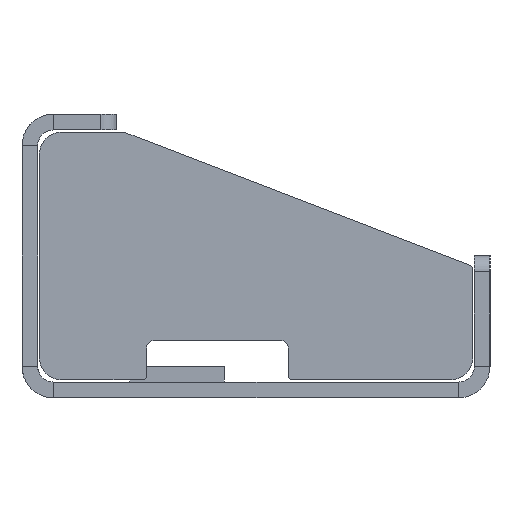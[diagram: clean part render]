
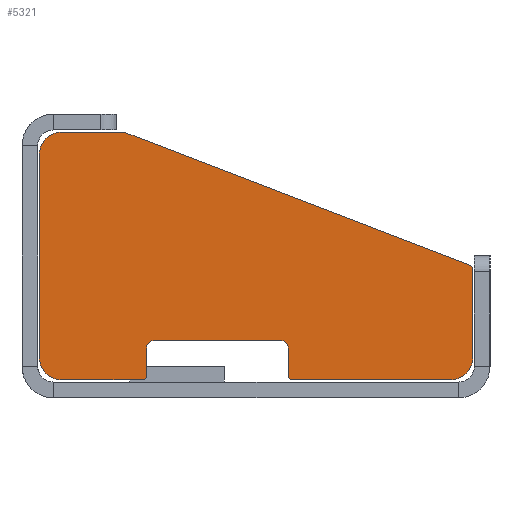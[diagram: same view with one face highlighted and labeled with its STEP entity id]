
A CAD part, left-side view. The second image highlights one B-rep face of the part: STEP entity #5321.
In plain terms, the highlighted face is planar.
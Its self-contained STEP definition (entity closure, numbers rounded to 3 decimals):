
#580=FACE_OUTER_BOUND('',#910,.T.);
#910=EDGE_LOOP('',(#4872,#4873,#4874,#4875,#4876,#4877,#4878,#4879,#4880,
#4881,#4882,#4883,#4884,#4885,#4886,#4887,#4888,#4889));
#1376=LINE('',#11448,#1872);
#1380=LINE('',#11460,#1876);
#1384=LINE('',#11472,#1880);
#1388=LINE('',#11484,#1884);
#1392=LINE('',#11496,#1888);
#1396=LINE('',#11508,#1892);
#1400=LINE('',#11520,#1896);
#1404=LINE('',#11532,#1900);
#1407=LINE('',#11541,#1903);
#1872=VECTOR('',#7285,10.);
#1876=VECTOR('',#7297,10.);
#1880=VECTOR('',#7309,10.);
#1884=VECTOR('',#7321,10.);
#1888=VECTOR('',#7333,10.);
#1892=VECTOR('',#7345,10.);
#1896=VECTOR('',#7357,10.);
#1900=VECTOR('',#7369,10.);
#1903=VECTOR('',#7380,10.);
#2117=CIRCLE('',#5860,2.);
#2119=CIRCLE('',#5864,2.);
#2121=CIRCLE('',#5868,14.);
#2123=CIRCLE('',#5872,14.);
#2125=CIRCLE('',#5876,2.);
#2127=CIRCLE('',#5880,5.);
#2129=CIRCLE('',#5884,5.);
#2131=CIRCLE('',#5888,2.);
#2133=CIRCLE('',#5892,14.);
#2588=VERTEX_POINT('',#11438);
#2589=VERTEX_POINT('',#11440);
#2591=VERTEX_POINT('',#11446);
#2593=VERTEX_POINT('',#11452);
#2595=VERTEX_POINT('',#11458);
#2597=VERTEX_POINT('',#11464);
#2599=VERTEX_POINT('',#11470);
#2601=VERTEX_POINT('',#11476);
#2603=VERTEX_POINT('',#11482);
#2605=VERTEX_POINT('',#11488);
#2607=VERTEX_POINT('',#11494);
#2609=VERTEX_POINT('',#11500);
#2611=VERTEX_POINT('',#11506);
#2613=VERTEX_POINT('',#11512);
#2615=VERTEX_POINT('',#11518);
#2617=VERTEX_POINT('',#11524);
#2619=VERTEX_POINT('',#11530);
#2621=VERTEX_POINT('',#11536);
#3332=EDGE_CURVE('',#2588,#2589,#2117,.T.);
#3336=EDGE_CURVE('',#2591,#2588,#1376,.T.);
#3339=EDGE_CURVE('',#2593,#2591,#2119,.T.);
#3342=EDGE_CURVE('',#2595,#2593,#1380,.T.);
#3345=EDGE_CURVE('',#2597,#2595,#2121,.T.);
#3348=EDGE_CURVE('',#2599,#2597,#1384,.T.);
#3351=EDGE_CURVE('',#2601,#2599,#2123,.T.);
#3354=EDGE_CURVE('',#2603,#2601,#1388,.T.);
#3357=EDGE_CURVE('',#2605,#2603,#2125,.T.);
#3360=EDGE_CURVE('',#2607,#2605,#1392,.T.);
#3363=EDGE_CURVE('',#2609,#2607,#2127,.T.);
#3366=EDGE_CURVE('',#2611,#2609,#1396,.T.);
#3369=EDGE_CURVE('',#2613,#2611,#2129,.T.);
#3372=EDGE_CURVE('',#2615,#2613,#1400,.T.);
#3375=EDGE_CURVE('',#2617,#2615,#2131,.T.);
#3378=EDGE_CURVE('',#2619,#2617,#1404,.T.);
#3381=EDGE_CURVE('',#2621,#2619,#2133,.T.);
#3383=EDGE_CURVE('',#2589,#2621,#1407,.T.);
#4872=ORIENTED_EDGE('',*,*,#3383,.F.);
#4873=ORIENTED_EDGE('',*,*,#3332,.F.);
#4874=ORIENTED_EDGE('',*,*,#3336,.F.);
#4875=ORIENTED_EDGE('',*,*,#3339,.F.);
#4876=ORIENTED_EDGE('',*,*,#3342,.F.);
#4877=ORIENTED_EDGE('',*,*,#3345,.F.);
#4878=ORIENTED_EDGE('',*,*,#3348,.F.);
#4879=ORIENTED_EDGE('',*,*,#3351,.F.);
#4880=ORIENTED_EDGE('',*,*,#3354,.F.);
#4881=ORIENTED_EDGE('',*,*,#3357,.F.);
#4882=ORIENTED_EDGE('',*,*,#3360,.F.);
#4883=ORIENTED_EDGE('',*,*,#3363,.F.);
#4884=ORIENTED_EDGE('',*,*,#3366,.F.);
#4885=ORIENTED_EDGE('',*,*,#3369,.F.);
#4886=ORIENTED_EDGE('',*,*,#3372,.F.);
#4887=ORIENTED_EDGE('',*,*,#3375,.F.);
#4888=ORIENTED_EDGE('',*,*,#3378,.F.);
#4889=ORIENTED_EDGE('',*,*,#3381,.F.);
#5047=PLANE('',#5894);
#5321=ADVANCED_FACE('',(#580),#5047,.F.);
#5860=AXIS2_PLACEMENT_3D('',#11441,#7278,#7279);
#5864=AXIS2_PLACEMENT_3D('',#11454,#7291,#7292);
#5868=AXIS2_PLACEMENT_3D('',#11466,#7303,#7304);
#5872=AXIS2_PLACEMENT_3D('',#11478,#7315,#7316);
#5876=AXIS2_PLACEMENT_3D('',#11490,#7327,#7328);
#5880=AXIS2_PLACEMENT_3D('',#11502,#7339,#7340);
#5884=AXIS2_PLACEMENT_3D('',#11514,#7351,#7352);
#5888=AXIS2_PLACEMENT_3D('',#11526,#7363,#7364);
#5892=AXIS2_PLACEMENT_3D('',#11538,#7375,#7376);
#5894=AXIS2_PLACEMENT_3D('',#11542,#7381,#7382);
#7278=DIRECTION('center_axis',(0.,0.,1.));
#7279=DIRECTION('ref_axis',(-0.933,-0.359,0.));
#7285=DIRECTION('',(0.359,-0.933,0.));
#7291=DIRECTION('center_axis',(0.,0.,1.));
#7292=DIRECTION('ref_axis',(-1.,0.,0.));
#7297=DIRECTION('',(0.,-1.,0.));
#7303=DIRECTION('center_axis',(0.,0.,1.));
#7304=DIRECTION('ref_axis',(0.,1.,0.));
#7309=DIRECTION('',(-1.,0.,0.));
#7315=DIRECTION('center_axis',(0.,0.,1.));
#7316=DIRECTION('ref_axis',(1.,0.,0.));
#7321=DIRECTION('',(0.,1.,0.));
#7327=DIRECTION('center_axis',(0.,0.,1.));
#7328=DIRECTION('ref_axis',(0.,-1.,0.));
#7333=DIRECTION('',(1.,0.,0.));
#7339=DIRECTION('center_axis',(0.,0.,-1.));
#7340=DIRECTION('ref_axis',(0.,-1.,0.));
#7345=DIRECTION('',(0.,1.,0.));
#7351=DIRECTION('center_axis',(0.,0.,-1.));
#7352=DIRECTION('ref_axis',(1.,0.,0.));
#7357=DIRECTION('',(-1.,0.,0.));
#7363=DIRECTION('center_axis',(0.,0.,1.));
#7364=DIRECTION('ref_axis',(1.,0.,0.));
#7369=DIRECTION('',(0.,1.,0.));
#7375=DIRECTION('center_axis',(0.,0.,1.));
#7376=DIRECTION('ref_axis',(0.,-1.,0.));
#7380=DIRECTION('',(1.,0.,0.));
#7381=DIRECTION('center_axis',(0.,0.,1.));
#7382=DIRECTION('ref_axis',(1.,0.,0.));
#11438=CARTESIAN_POINT('',(198.684,16.589,0.));
#11440=CARTESIAN_POINT('',(200.55,15.307,0.));
#11441=CARTESIAN_POINT('Origin',(200.55,17.307,0.));
#11446=CARTESIAN_POINT('',(114.31,235.961,0.));
#11448=CARTESIAN_POINT('',(114.31,235.961,0.));
#11452=CARTESIAN_POINT('',(114.177,236.679,0.));
#11454=CARTESIAN_POINT('Origin',(116.177,236.679,0.));
#11458=CARTESIAN_POINT('',(114.177,276.307,0.));
#11460=CARTESIAN_POINT('',(114.177,276.307,0.));
#11464=CARTESIAN_POINT('',(128.177,290.307,0.));
#11466=CARTESIAN_POINT('Origin',(128.177,276.307,0.));
#11470=CARTESIAN_POINT('',(257.177,290.307,0.));
#11472=CARTESIAN_POINT('',(257.177,290.307,0.));
#11476=CARTESIAN_POINT('',(271.177,276.307,0.));
#11478=CARTESIAN_POINT('Origin',(257.177,276.307,0.));
#11482=CARTESIAN_POINT('',(271.177,224.307,0.));
#11484=CARTESIAN_POINT('',(271.177,224.307,0.));
#11488=CARTESIAN_POINT('',(269.177,222.307,0.));
#11490=CARTESIAN_POINT('Origin',(269.177,224.307,0.));
#11494=CARTESIAN_POINT('',(251.177,222.307,0.));
#11496=CARTESIAN_POINT('',(251.177,222.307,0.));
#11500=CARTESIAN_POINT('',(246.177,217.307,0.));
#11502=CARTESIAN_POINT('Origin',(251.177,217.307,0.));
#11506=CARTESIAN_POINT('',(246.177,137.307,0.));
#11508=CARTESIAN_POINT('',(246.177,137.307,0.));
#11512=CARTESIAN_POINT('',(251.177,132.307,0.));
#11514=CARTESIAN_POINT('Origin',(251.177,137.307,0.));
#11518=CARTESIAN_POINT('',(269.177,132.307,0.));
#11520=CARTESIAN_POINT('',(269.177,132.307,0.));
#11524=CARTESIAN_POINT('',(271.177,130.307,0.));
#11526=CARTESIAN_POINT('Origin',(269.177,130.307,0.));
#11530=CARTESIAN_POINT('',(271.177,29.307,0.));
#11532=CARTESIAN_POINT('',(271.177,29.307,0.));
#11536=CARTESIAN_POINT('',(257.177,15.307,0.));
#11538=CARTESIAN_POINT('Origin',(257.177,29.307,0.));
#11541=CARTESIAN_POINT('',(200.55,15.307,0.));
#11542=CARTESIAN_POINT('Origin',(207.405,166.875,0.));
